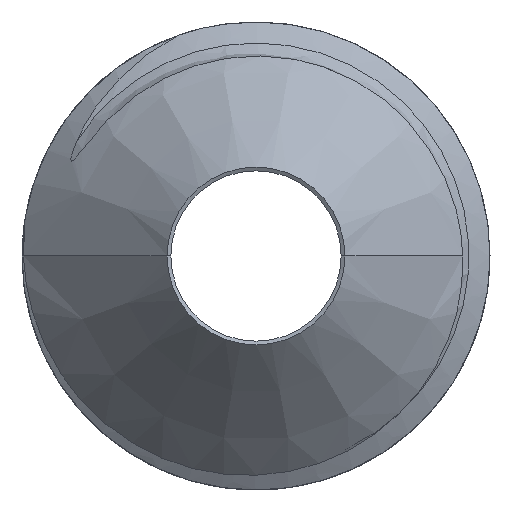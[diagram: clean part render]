
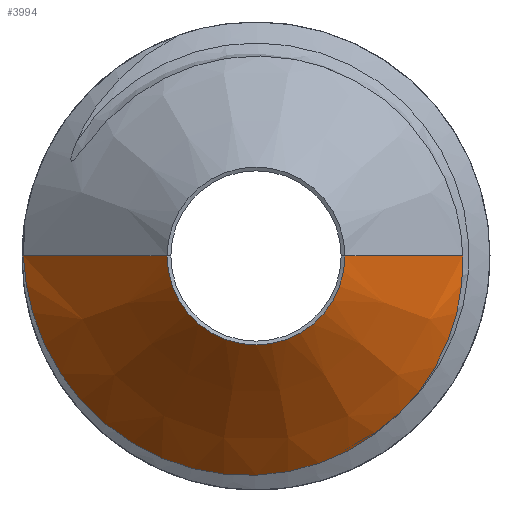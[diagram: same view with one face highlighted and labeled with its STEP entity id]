
A CAD part, left-side view. The second image highlights one B-rep face of the part: STEP entity #3994.
In plain terms, the highlighted conical face has half-angle 45 degrees and reference radius 0.859 mm.
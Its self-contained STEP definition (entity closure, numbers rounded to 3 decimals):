
#1759=CARTESIAN_POINT('',(0.663,-0.77,-0.838));
#1760=CARTESIAN_POINT('',(0.665,-0.727,
-0.88));
#1761=CARTESIAN_POINT('',(0.67,-0.636,
-0.957));
#1762=CARTESIAN_POINT('',(0.677,-0.482,
-1.051));
#1763=CARTESIAN_POINT('',(0.684,-0.317,
-1.119));
#1764=CARTESIAN_POINT('',(0.691,-0.143,
-1.162));
#1765=CARTESIAN_POINT('',(0.698,0.037,
-1.177));
#1766=CARTESIAN_POINT('',(0.705,0.218,
-1.164));
#1767=CARTESIAN_POINT('',(0.712,0.395,
-1.124));
#1768=CARTESIAN_POINT('',(0.719,0.566,
-1.056));
#1769=CARTESIAN_POINT('',(0.726,0.727,
-0.961));
#1770=CARTESIAN_POINT('',(0.733,0.873,
-0.842));
#1771=CARTESIAN_POINT('',(0.74,0.996,
-0.703));
#1772=CARTESIAN_POINT('',(0.747,1.098,
-0.547));
#1773=CARTESIAN_POINT('',(0.754,1.176,
-0.373));
#1774=CARTESIAN_POINT('',(0.761,1.226,
-0.188));
#1775=CARTESIAN_POINT('',(0.765,1.24,
-0.063));
#1776=CARTESIAN_POINT('',(0.768,1.243,0.));
#1837=DIRECTION('',(0.707,0.707,0.));
#1838=VECTOR('',#1837,1.085);
#1839=CARTESIAN_POINT('',(0.,0.475,0.));
#1840=LINE('',#1839,#1838);
#1841=DIRECTION('',(0.707,-0.707,0.));
#1842=VECTOR('',#1841,0.89);
#1843=CARTESIAN_POINT('',(0.,-0.475,0.));
#1844=LINE('',#1843,#1842);
#1850=CARTESIAN_POINT('',(0.,0.,0.));
#1851=DIRECTION('',(-1.,0.,0.));
#1852=DIRECTION('',(0.,1.,0.));
#1853=AXIS2_PLACEMENT_3D('',#1850,#1851,#1852);
#1939=CARTESIAN_POINT('',(0.63,-1.105,
0.));
#1940=CARTESIAN_POINT('',(0.631,-1.106,
-0.051));
#1941=CARTESIAN_POINT('',(0.634,-1.102,
-0.153));
#1942=CARTESIAN_POINT('',(0.64,-1.076,
-0.306));
#1943=CARTESIAN_POINT('',(0.645,-1.027,
-0.455));
#1944=CARTESIAN_POINT('',(0.651,-0.959,
-0.595));
#1945=CARTESIAN_POINT('',(0.656,-0.874,
-0.723));
#1946=CARTESIAN_POINT('',(0.66,-0.806,
-0.801));
#1947=CARTESIAN_POINT('',(0.663,-0.77,-0.838));
#2333=CARTESIAN_POINT('',(0.,0.475,0.));
#2334=CARTESIAN_POINT('',(0.768,1.243,0.));
#2335=VERTEX_POINT('',#2333);
#2336=VERTEX_POINT('',#2334);
#2337=CARTESIAN_POINT('',(0.,-0.475,0.));
#2338=CARTESIAN_POINT('',(0.63,-1.105,
0.));
#2339=VERTEX_POINT('',#2337);
#2340=VERTEX_POINT('',#2338);
#2391=VERTEX_POINT('',#1947);
#3980=CARTESIAN_POINT('',(0.384,0.,0.));
#3981=DIRECTION('',(1.,0.,0.));
#3982=DIRECTION('',(0.,-1.,0.));
#3983=AXIS2_PLACEMENT_3D('',#3980,#3981,#3982);
#3984=CONICAL_SURFACE('',#3983,0.859,45.);
#3985=ORIENTED_EDGE('',*,*,#3965,.F.);
#3987=ORIENTED_EDGE('',*,*,#3986,.T.);
#3988=ORIENTED_EDGE('',*,*,#3973,.T.);
#3990=ORIENTED_EDGE('',*,*,#3989,.T.);
#3991=ORIENTED_EDGE('',*,*,#3951,.T.);
#3992=EDGE_LOOP('',(#3985,#3987,#3988,#3990,#3991));
#3993=FACE_OUTER_BOUND('',#3992,.F.);
#1777=B_SPLINE_CURVE_WITH_KNOTS('',3,(#1759,#1760,#1761,#1762,#1763,#1764,#1765,
#1766,#1767,#1768,#1769,#1770,#1771,#1772,#1773,#1774,#1775,#1776),
.UNSPECIFIED.,.F.,.F.,(4,1,1,1,1,1,1,1,1,1,1,1,1,1,1,4),(0.,0.067,
0.133,0.2,0.267,0.333,0.4,
0.467,0.533,0.6,0.667,0.733,
0.8,0.867,0.933,1.),.UNSPECIFIED.);
#1854=CIRCLE('',#1853,0.475);
#1948=B_SPLINE_CURVE_WITH_KNOTS('',3,(#1939,#1940,#1941,#1942,#1943,#1944,#1945,
#1946,#1947),.UNSPECIFIED.,.F.,.F.,(4,1,1,1,1,1,4),(0.,0.167,
0.333,0.5,0.667,0.833,1.),
.UNSPECIFIED.);
#3951=EDGE_CURVE('',#2391,#2336,#1777,.T.);
#3965=EDGE_CURVE('',#2335,#2336,#1840,.T.);
#3973=EDGE_CURVE('',#2339,#2340,#1844,.T.);
#3986=EDGE_CURVE('',#2335,#2339,#1854,.T.);
#3989=EDGE_CURVE('',#2340,#2391,#1948,.T.);
#3994=ADVANCED_FACE('',(#3993),#3984,.T.);
